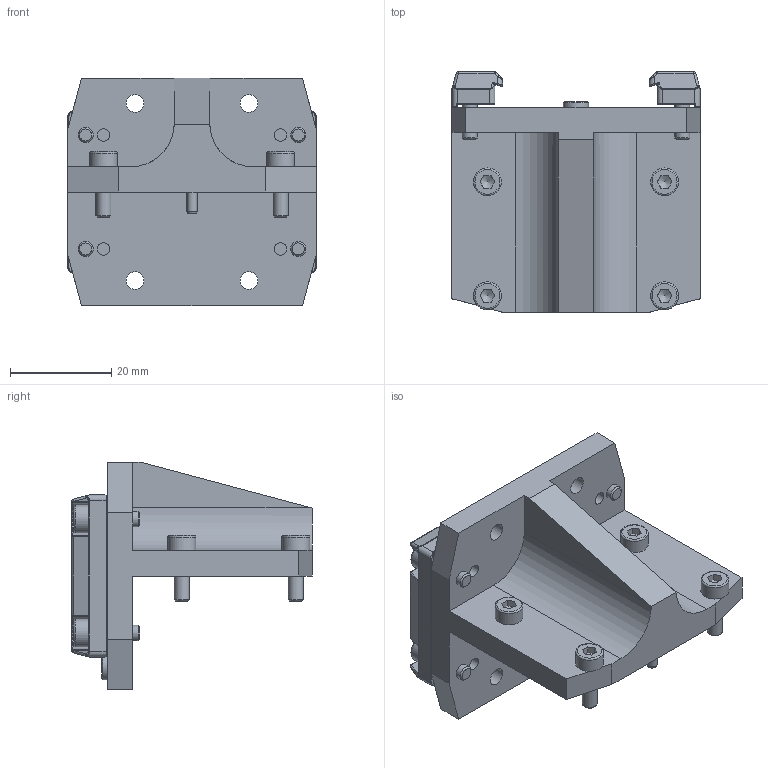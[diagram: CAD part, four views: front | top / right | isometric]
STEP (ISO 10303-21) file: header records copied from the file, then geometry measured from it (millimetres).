
FILE_DESCRIPTION(/* description */ (''),/* implementation_level */ '2;1');
FILE_NAME(/* name */ 'CAD_111004.stp',/* time_stamp */ '2021-03-17T15:38:16+01:00',/* author */ ('rfeldin'),/* organization */ (''),/* preprocessor_version */ 'ST-DEVELOPER v18',/* originating_system */ 'Autodesk Inventor 2020',/* authorisation */ '');
FILE_SCHEMA (('CONFIG_CONTROL_DESIGN'));
Length unit declared in the file: millimetre
Products named in the file (1): CAD_111004
Bounding box: 49 x 47.5 x 45 mm (x, y, z)
Volume: 27115.8 mm3; surface area: 13696 mm2
Topology: 1 solids, 5 shells, 439 faces, 1107 edges, 702 vertices
Faces by surface type: plane 155, cylinder 138, bspline 52, torus 44, cone 32, sphere 18
Full cylindrical faces by diameter (mm): 2 x6, 2.459 x4, 3 x12, 3.2 x2, 3.4 x4, 3.5 x8, 5 x4, 5.5 x8
Entity records: 14930 total; most frequent: CARTESIAN_POINT 3831, DIRECTION 2289, ORIENTED_EDGE 2190, EDGE_CURVE 1095, AXIS2_PLACEMENT_3D 926, VERTEX_POINT 702, EDGE_LOOP 503, CIRCLE 476
